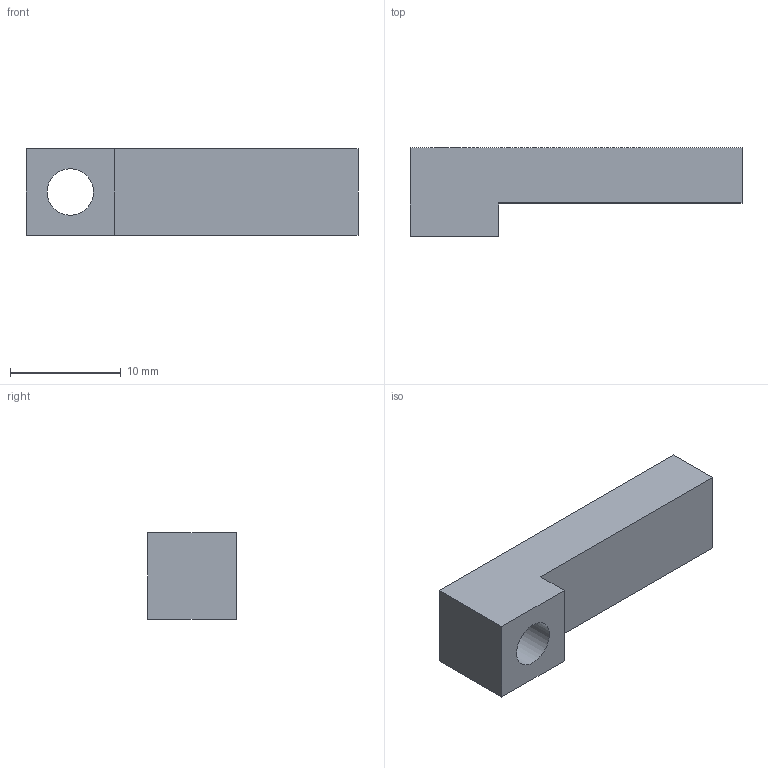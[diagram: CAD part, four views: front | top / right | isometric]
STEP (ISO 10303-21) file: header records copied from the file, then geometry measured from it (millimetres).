
FILE_DESCRIPTION( ( 'STEP AP203' ), '1' );
FILE_NAME( ' ', ' ', ( ' ' ), ( ' ' ), 'PSStep 10.1', ' ', ' ' );
FILE_SCHEMA( ( 'CONFIG_CONTROL_DESIGN' ) );
Length unit declared in the file: millimetre
Products named in the file (1): 1
Bounding box: 30 x 8 x 7.8 mm (x, y, z)
Volume: 1246.4 mm3; surface area: 1018.6 mm2
Topology: 1 solids, 1 shells, 9 faces, 22 edges, 15 vertices
Faces by surface type: plane 8, cylinder 1
Full cylindrical faces by diameter (mm): 4.2 x1
Entity records: 300 total; most frequent: CARTESIAN_POINT 44, DIRECTION 42, ORIENTED_EDGE 40, EDGE_CURVE 20, LINE 18, VECTOR 18, VERTEX_POINT 14, AXIS2_PLACEMENT_3D 12
